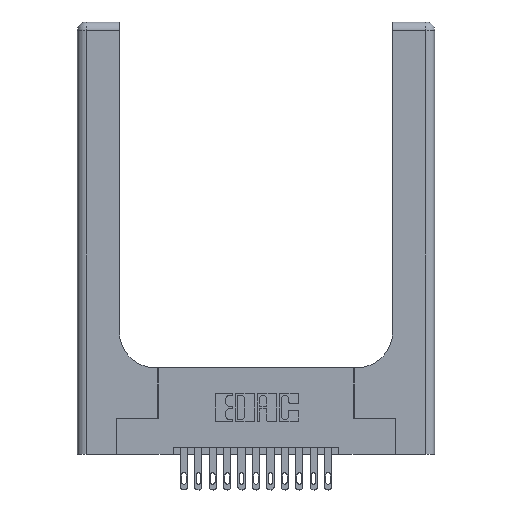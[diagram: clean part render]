
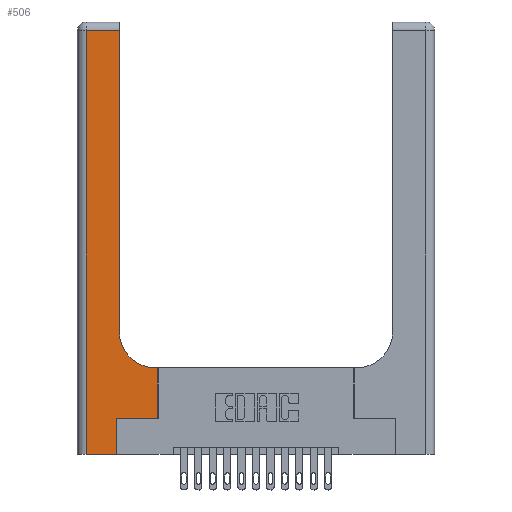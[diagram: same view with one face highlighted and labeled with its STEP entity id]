
A CAD part, top view. The second image highlights one B-rep face of the part: STEP entity #506.
In plain terms, the highlighted planar face has unit normal (0, 0, 1).
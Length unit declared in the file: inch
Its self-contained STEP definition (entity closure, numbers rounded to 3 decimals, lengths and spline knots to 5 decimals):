
#183 = VERTEX_POINT ( 'NONE', #1069 ) ;
#345 = DIRECTION ( 'NONE',  ( 0., 0., -1. ) ) ;
#460 = CARTESIAN_POINT ( 'NONE',  ( 0.5585, 0.25, 0.37 ) ) ;
#506 = ADVANCED_FACE ( 'NONE', ( #16191 ), #16669, .F. ) ;
#565 = VECTOR ( 'NONE', #9583, 39.37008 ) ;
#1012 = VECTOR ( 'NONE', #11589, 39.37008 ) ;
#1069 = CARTESIAN_POINT ( 'NONE',  ( 0.06, 0., 0.37 ) ) ;
#1388 = LINE ( 'NONE', #11162, #4479 ) ;
#1443 = VECTOR ( 'NONE', #15600, 39.37008 ) ;
#1499 = CARTESIAN_POINT ( 'NONE',  ( 0.2915, 0.6, 0.37 ) ) ;
#1675 = CARTESIAN_POINT ( 'NONE',  ( 0., 2.94, 0.37 ) ) ;
#2013 = VERTEX_POINT ( 'NONE', #6251 ) ;
#2159 = DIRECTION ( 'NONE',  ( 0., 1., 0. ) ) ;
#2633 = ORIENTED_EDGE ( 'NONE', *, *, #5360, .T. ) ;
#2641 = DIRECTION ( 'NONE',  ( 0., 0., -1. ) ) ;
#3315 = VECTOR ( 'NONE', #7263, 39.37008 ) ;
#3365 = ORIENTED_EDGE ( 'NONE', *, *, #11156, .T. ) ;
#3501 = CARTESIAN_POINT ( 'NONE',  ( 0., 0., 0.37 ) ) ;
#3660 = CARTESIAN_POINT ( 'NONE',  ( 0.269, 0.25, 0.37 ) ) ;
#4320 = CARTESIAN_POINT ( 'NONE',  ( 0.06, 2.94, 0.37 ) ) ;
#4426 = CARTESIAN_POINT ( 'NONE',  ( 0.5585, 0.25, 0.37 ) ) ;
#4465 = VECTOR ( 'NONE', #17108, 39.37008 ) ;
#4479 = VECTOR ( 'NONE', #15284, 39.37008 ) ;
#4503 = VERTEX_POINT ( 'NONE', #4320 ) ;
#4869 = CARTESIAN_POINT ( 'NONE',  ( 0.5415, 0.6, 0.37 ) ) ;
#5360 = EDGE_CURVE ( 'NONE', #2013, #5689, #6135, .T. ) ;
#5481 = EDGE_CURVE ( 'NONE', #8530, #8802, #17605, .T. ) ;
#5689 = VERTEX_POINT ( 'NONE', #4869 ) ;
#5773 = LINE ( 'NONE', #16160, #565 ) ;
#6107 = AXIS2_PLACEMENT_3D ( 'NONE', #16073, #345, #13686 ) ;
#6135 = LINE ( 'NONE', #1499, #3315 ) ;
#6176 = EDGE_CURVE ( 'NONE', #5689, #10331, #16717, .T. ) ;
#6251 = CARTESIAN_POINT ( 'NONE',  ( 0.5585, 0.6, 0.37 ) ) ;
#7263 = DIRECTION ( 'NONE',  ( -1., 0., 0. ) ) ;
#7507 = ORIENTED_EDGE ( 'NONE', *, *, #15226, .T. ) ;
#7670 = ORIENTED_EDGE ( 'NONE', *, *, #5481, .T. ) ;
#8136 = CARTESIAN_POINT ( 'NONE',  ( 0., 3., 0.37 ) ) ;
#8530 = VERTEX_POINT ( 'NONE', #15333 ) ;
#8802 = VERTEX_POINT ( 'NONE', #3660 ) ;
#8854 = DIRECTION ( 'NONE',  ( 0., 1., 0. ) ) ;
#8962 = ORIENTED_EDGE ( 'NONE', *, *, #6176, .T. ) ;
#9069 = CARTESIAN_POINT ( 'NONE',  ( 0.269, 0., 0.37 ) ) ;
#9163 = VECTOR ( 'NONE', #2159, 39.37008 ) ;
#9583 = DIRECTION ( 'NONE',  ( 1., 0., 0. ) ) ;
#9707 = EDGE_CURVE ( 'NONE', #11144, #4503, #14649, .T. ) ;
#10331 = VERTEX_POINT ( 'NONE', #17270 ) ;
#10452 = ORIENTED_EDGE ( 'NONE', *, *, #9707, .T. ) ;
#10785 = AXIS2_PLACEMENT_3D ( 'NONE', #8136, #2641, #13871 ) ;
#10898 = LINE ( 'NONE', #3501, #4465 ) ;
#11144 = VERTEX_POINT ( 'NONE', #14379 ) ;
#11156 = EDGE_CURVE ( 'NONE', #183, #8530, #10898, .T. ) ;
#11162 = CARTESIAN_POINT ( 'NONE',  ( 0.06, 3., 0.37 ) ) ;
#11589 = DIRECTION ( 'NONE',  ( 0., 1., 0. ) ) ;
#11997 = LINE ( 'NONE', #460, #13938 ) ;
#12727 = ORIENTED_EDGE ( 'NONE', *, *, #13667, .T. ) ;
#13092 = VERTEX_POINT ( 'NONE', #4426 ) ;
#13535 = EDGE_CURVE ( 'NONE', #8802, #13092, #5773, .T. ) ;
#13667 = EDGE_CURVE ( 'NONE', #10331, #11144, #16796, .T. ) ;
#13686 = DIRECTION ( 'NONE',  ( 1., 0., 0. ) ) ;
#13871 = DIRECTION ( 'NONE',  ( -1., 0., 0. ) ) ;
#13938 = VECTOR ( 'NONE', #8854, 39.37008 ) ;
#14318 = CARTESIAN_POINT ( 'NONE',  ( 0.2915, 3., 0.37 ) ) ;
#14347 = EDGE_CURVE ( 'NONE', #13092, #2013, #11997, .T. ) ;
#14352 = EDGE_LOOP ( 'NONE', ( #12727, #10452, #7507, #3365, #7670, #14619, #14482, #2633, #8962 ) ) ;
#14379 = CARTESIAN_POINT ( 'NONE',  ( 0.2915, 2.94, 0.37 ) ) ;
#14482 = ORIENTED_EDGE ( 'NONE', *, *, #14347, .T. ) ;
#14619 = ORIENTED_EDGE ( 'NONE', *, *, #13535, .T. ) ;
#14649 = LINE ( 'NONE', #1675, #1443 ) ;
#15226 = EDGE_CURVE ( 'NONE', #4503, #183, #1388, .T. ) ;
#15284 = DIRECTION ( 'NONE',  ( 0., -1., 0. ) ) ;
#15333 = CARTESIAN_POINT ( 'NONE',  ( 0.269, 0., 0.37 ) ) ;
#15600 = DIRECTION ( 'NONE',  ( -1., 0., 0. ) ) ;
#16073 = CARTESIAN_POINT ( 'NONE',  ( 0.5415, 0.85, 0.37 ) ) ;
#16160 = CARTESIAN_POINT ( 'NONE',  ( 0.269, 0.25, 0.37 ) ) ;
#16191 = FACE_OUTER_BOUND ( 'NONE', #14352, .T. ) ;
#16669 = PLANE ( 'NONE',  #10785 ) ;
#16717 = CIRCLE ( 'NONE', #6107, 0.25 ) ;
#16796 = LINE ( 'NONE', #14318, #1012 ) ;
#17108 = DIRECTION ( 'NONE',  ( 1., 0., 0. ) ) ;
#17270 = CARTESIAN_POINT ( 'NONE',  ( 0.2915, 0.85, 0.37 ) ) ;
#17605 = LINE ( 'NONE', #9069, #9163 ) ;
